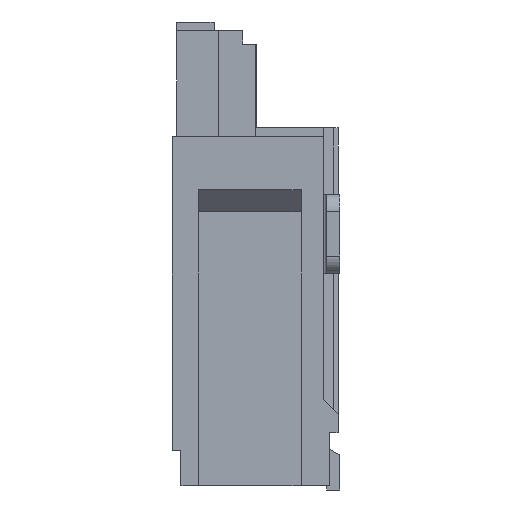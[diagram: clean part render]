
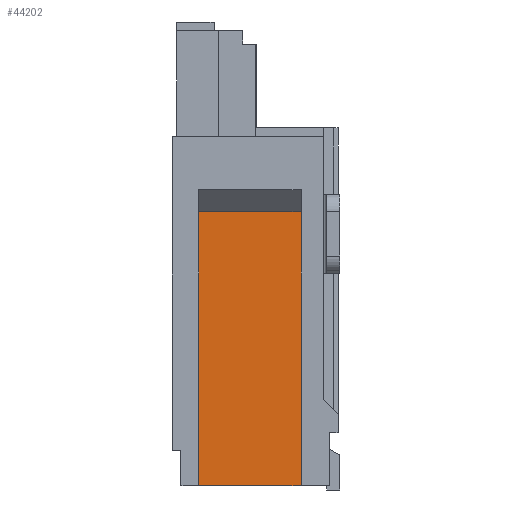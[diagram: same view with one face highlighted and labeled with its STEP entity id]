
A CAD part, left-side view. The second image highlights one B-rep face of the part: STEP entity #44202.
In plain terms, the highlighted planar face has unit normal (-1, 0, 0).
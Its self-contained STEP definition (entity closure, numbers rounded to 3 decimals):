
#16080=DIRECTION('',(0.,-1.,0.));
#16081=VECTOR('',#16080,1.16);
#16082=CARTESIAN_POINT('',(-8.1,1.58,-4.05));
#16083=LINE('',#16082,#16081);
#16104=DIRECTION('',(0.,1.,0.));
#16105=VECTOR('',#16104,1.16);
#16106=CARTESIAN_POINT('',(-8.1,0.42,-0.95));
#16107=LINE('',#16106,#16105);
#16108=DIRECTION('',(0.,0.,1.));
#16109=VECTOR('',#16108,3.1);
#16110=CARTESIAN_POINT('',(-8.1,1.58,-4.05));
#16111=LINE('',#16110,#16109);
#16120=DIRECTION('',(0.,0.,1.));
#16121=VECTOR('',#16120,3.1);
#16122=CARTESIAN_POINT('',(-8.1,0.42,-4.05));
#16123=LINE('',#16122,#16121);
#16755=CARTESIAN_POINT('',(-8.1,1.58,-4.05));
#16756=CARTESIAN_POINT('',(-8.1,0.42,-4.05));
#16757=VERTEX_POINT('',#16755);
#16758=VERTEX_POINT('',#16756);
#16825=CARTESIAN_POINT('',(-8.1,1.58,-0.95));
#16827=VERTEX_POINT('',#16825);
#16831=CARTESIAN_POINT('',(-8.1,0.42,-0.95));
#16832=VERTEX_POINT('',#16831);
#44188=CARTESIAN_POINT('',(-8.1,1.58,-4.05));
#44189=DIRECTION('',(1.,0.,0.));
#44190=DIRECTION('',(0.,-1.,0.));
#44191=AXIS2_PLACEMENT_3D('',#44188,#44189,#44190);
#44192=PLANE('',#44191);
#44194=ORIENTED_EDGE('',*,*,#44193,.F.);
#44196=ORIENTED_EDGE('',*,*,#44195,.F.);
#44197=ORIENTED_EDGE('',*,*,#44174,.F.);
#44199=ORIENTED_EDGE('',*,*,#44198,.T.);
#44200=EDGE_LOOP('',(#44194,#44196,#44197,#44199));
#44201=FACE_OUTER_BOUND('',#44200,.F.);
#44202=ADVANCED_FACE('',(#44201),#44192,.F.);
#44174=EDGE_CURVE('',#16757,#16758,#16083,.T.);
#44193=EDGE_CURVE('',#16832,#16827,#16107,.T.);
#44195=EDGE_CURVE('',#16758,#16832,#16123,.T.);
#44198=EDGE_CURVE('',#16757,#16827,#16111,.T.);
